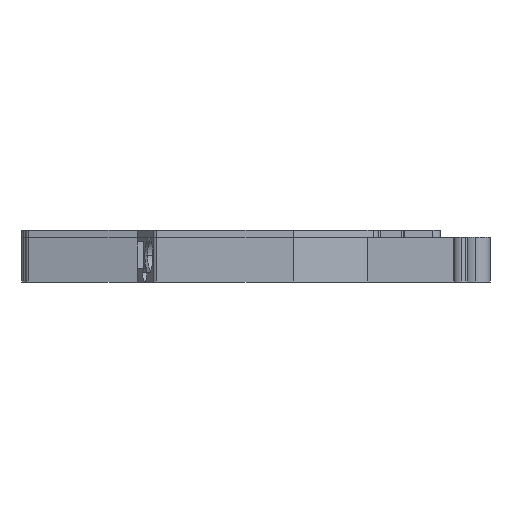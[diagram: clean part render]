
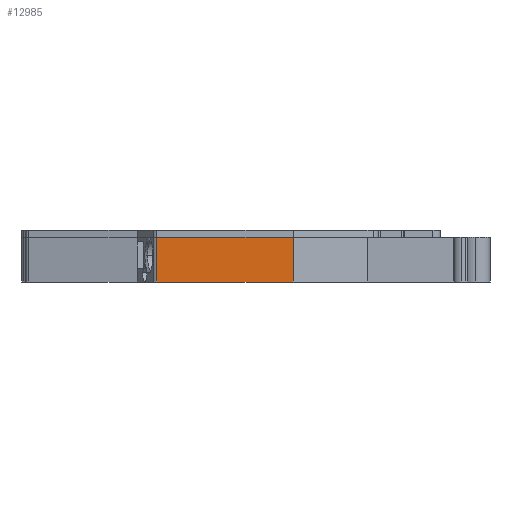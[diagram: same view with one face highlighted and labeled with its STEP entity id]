
A CAD part, left-side view. The second image highlights one B-rep face of the part: STEP entity #12985.
In plain terms, the highlighted planar face has unit normal (-1, 0, 0).
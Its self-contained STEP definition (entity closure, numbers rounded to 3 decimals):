
#430 = ORIENTED_EDGE ( 'NONE', *, *, #7342, .T. ) ;
#472 = CARTESIAN_POINT ( 'NONE',  ( -45.2, 38.363, 0. ) ) ;
#721 = ORIENTED_EDGE ( 'NONE', *, *, #2459, .F. ) ;
#1097 = EDGE_LOOP ( 'NONE', ( #10811, #8782, #721, #430 ) ) ;
#1757 = LINE ( 'NONE', #6062, #11615 ) ;
#1800 = VECTOR ( 'NONE', #10744, 1000. ) ;
#1867 = CARTESIAN_POINT ( 'NONE',  ( -45.2, 38.363, 6. ) ) ;
#2061 = DIRECTION ( 'NONE',  ( 0., 0., -1. ) ) ;
#2459 = EDGE_CURVE ( 'NONE', #12610, #8806, #8157, .T. ) ;
#2893 = CARTESIAN_POINT ( 'NONE',  ( -45.2, 20., 6. ) ) ;
#3758 = VERTEX_POINT ( 'NONE', #4479 ) ;
#4261 = EDGE_CURVE ( 'NONE', #8806, #8449, #1757, .T. ) ;
#4479 = CARTESIAN_POINT ( 'NONE',  ( -45.2, 38.363, 0. ) ) ;
#5085 = CARTESIAN_POINT ( 'NONE',  ( -45.2, 38.363, 6. ) ) ;
#5153 = DIRECTION ( 'NONE',  ( 0., 0., -1. ) ) ;
#5198 = DIRECTION ( 'NONE',  ( 1., 0., 0. ) ) ;
#5337 = DIRECTION ( 'NONE',  ( 0., -1., 0. ) ) ;
#6062 = CARTESIAN_POINT ( 'NONE',  ( -45.2, 20., 6. ) ) ;
#6322 = CARTESIAN_POINT ( 'NONE',  ( -45.2, 38.363, 6. ) ) ;
#6982 = PLANE ( 'NONE',  #8893 ) ;
#7173 = DIRECTION ( 'NONE',  ( 0., 1., 0. ) ) ;
#7342 = EDGE_CURVE ( 'NONE', #12610, #3758, #10025, .T. ) ;
#8157 = LINE ( 'NONE', #6322, #9836 ) ;
#8449 = VERTEX_POINT ( 'NONE', #12152 ) ;
#8782 = ORIENTED_EDGE ( 'NONE', *, *, #4261, .F. ) ;
#8806 = VERTEX_POINT ( 'NONE', #2893 ) ;
#8893 = AXIS2_PLACEMENT_3D ( 'NONE', #10070, #5198, #7173 ) ;
#9053 = EDGE_CURVE ( 'NONE', #3758, #8449, #9494, .T. ) ;
#9494 = LINE ( 'NONE', #472, #1800 ) ;
#9836 = VECTOR ( 'NONE', #5337, 1000. ) ;
#10025 = LINE ( 'NONE', #1867, #10350 ) ;
#10070 = CARTESIAN_POINT ( 'NONE',  ( -45.2, 38.363, 6. ) ) ;
#10143 = FACE_OUTER_BOUND ( 'NONE', #1097, .T. ) ;
#10350 = VECTOR ( 'NONE', #2061, 1000. ) ;
#10744 = DIRECTION ( 'NONE',  ( 0., -1., 0. ) ) ;
#10811 = ORIENTED_EDGE ( 'NONE', *, *, #9053, .T. ) ;
#11615 = VECTOR ( 'NONE', #5153, 1000. ) ;
#12152 = CARTESIAN_POINT ( 'NONE',  ( -45.2, 20., 0. ) ) ;
#12610 = VERTEX_POINT ( 'NONE', #5085 ) ;
#12985 = ADVANCED_FACE ( 'NONE', ( #10143 ), #6982, .F. ) ;
